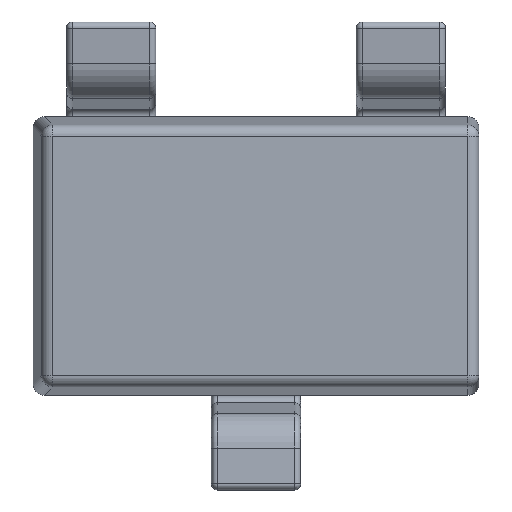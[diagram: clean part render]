
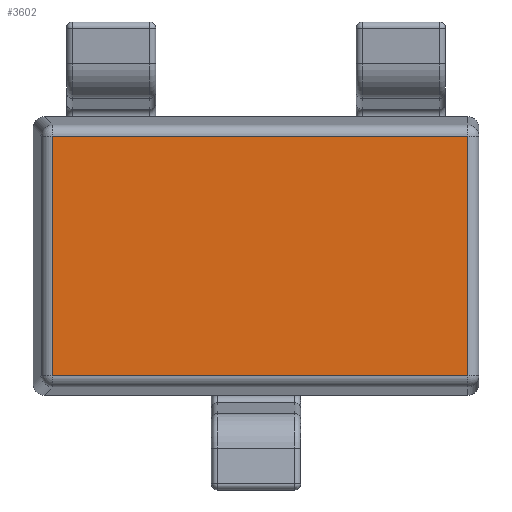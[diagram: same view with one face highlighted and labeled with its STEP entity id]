
A CAD part, front view. The second image highlights one B-rep face of the part: STEP entity #3602.
In plain terms, the highlighted planar face has unit normal (0, -1, 0).
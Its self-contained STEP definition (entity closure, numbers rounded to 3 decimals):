
#450=FACE_OUTER_BOUND('',#671,.T.);
#671=EDGE_LOOP('',(#3169,#3170,#3171,#3172));
#957=LINE('',#6776,#1238);
#958=LINE('',#6778,#1239);
#963=LINE('',#6785,#1244);
#965=LINE('',#6788,#1246);
#1238=VECTOR('',#4440,10.);
#1239=VECTOR('',#4443,10.);
#1244=VECTOR('',#4452,10.);
#1246=VECTOR('',#4456,10.);
#1673=VERTEX_POINT('',#6631);
#1677=VERTEX_POINT('',#6640);
#1678=VERTEX_POINT('',#6644);
#1686=VERTEX_POINT('',#6661);
#2194=EDGE_CURVE('',#1678,#1686,#957,.T.);
#2195=EDGE_CURVE('',#1686,#1677,#958,.T.);
#2200=EDGE_CURVE('',#1673,#1678,#963,.T.);
#2202=EDGE_CURVE('',#1677,#1673,#965,.T.);
#3169=ORIENTED_EDGE('',*,*,#2194,.F.);
#3170=ORIENTED_EDGE('',*,*,#2200,.F.);
#3171=ORIENTED_EDGE('',*,*,#2202,.F.);
#3172=ORIENTED_EDGE('',*,*,#2195,.F.);
#3412=PLANE('',#3838);
#3602=ADVANCED_FACE('',(#450),#3412,.F.);
#3838=AXIS2_PLACEMENT_3D('',#6798,#4475,#4476);
#4440=DIRECTION('',(1.,0.,0.));
#4443=DIRECTION('',(0.,0.,-1.));
#4452=DIRECTION('',(0.,0.,1.));
#4456=DIRECTION('',(-1.,0.,0.));
#4475=DIRECTION('center_axis',(0.,1.,0.));
#4476=DIRECTION('ref_axis',(0.,0.,1.));
#6631=CARTESIAN_POINT('',(-0.913,0.,-0.538));
#6640=CARTESIAN_POINT('',(0.95,0.,-0.538));
#6644=CARTESIAN_POINT('',(-0.913,0.,0.538));
#6661=CARTESIAN_POINT('',(0.95,0.,0.538));
#6776=CARTESIAN_POINT('',(-0.25,0.,0.538));
#6778=CARTESIAN_POINT('',(0.95,0.,0.313));
#6785=CARTESIAN_POINT('',(-0.913,0.,-0.156));
#6788=CARTESIAN_POINT('',(0.25,0.,-0.538));
#6798=CARTESIAN_POINT('Origin',(0.,0.,0.));
